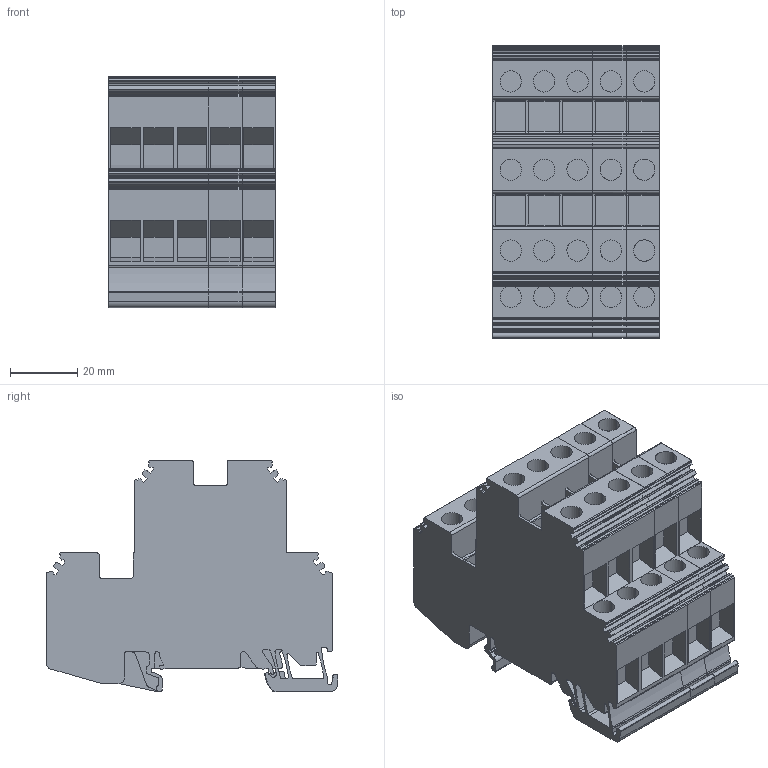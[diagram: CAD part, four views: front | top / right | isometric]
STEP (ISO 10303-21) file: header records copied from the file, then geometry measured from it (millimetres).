
FILE_DESCRIPTION(('CATIA V5 STEP Exchange','CAx-IF Rec.Pracs.--- Model Styling and Organization---1.5--- 2016-08-15','CAx-IF Rec.Pracs.---Supplemental Geometry---1.0---2011-11-01','CAx-IF Rec.Pracs.--- Composite Materials ---1.1---2010-07-15'),'2;1');
FILE_NAME ('D1451788_0', '2025-09-22T05:33:28+00:00', ('none'), ('Weidmueller'), 'CATIA Version 5-6 Release 2024 SP4', 'CATIA V5 STEP AP214 v3', 'none');
FILE_SCHEMA(('AUTOMOTIVE_DESIGN { 1 0 10303 214 1 1 1 1 }'));
Length unit declared in the file: millimetre
Products named in the file (1): 1415530000_WDK_10_SET_LS
Bounding box: 49.5 x 86.62 x 68.75 mm (x, y, z)
Volume: 172993.9 mm3; surface area: 59194 mm2
Topology: 7 solids, 7 shells, 1159 faces, 3448 edges, 2337 vertices
Faces by surface type: plane 742, cylinder 399, extrusion 18
Entity records: 37933 total; most frequent: CARTESIAN_POINT 8097, ORIENTED_EDGE 6896, DIRECTION 5011, EDGE_CURVE 3448, VECTOR 2577, LINE 2559, VERTEX_POINT 2337, AXIS2_PLACEMENT_3D 1583
